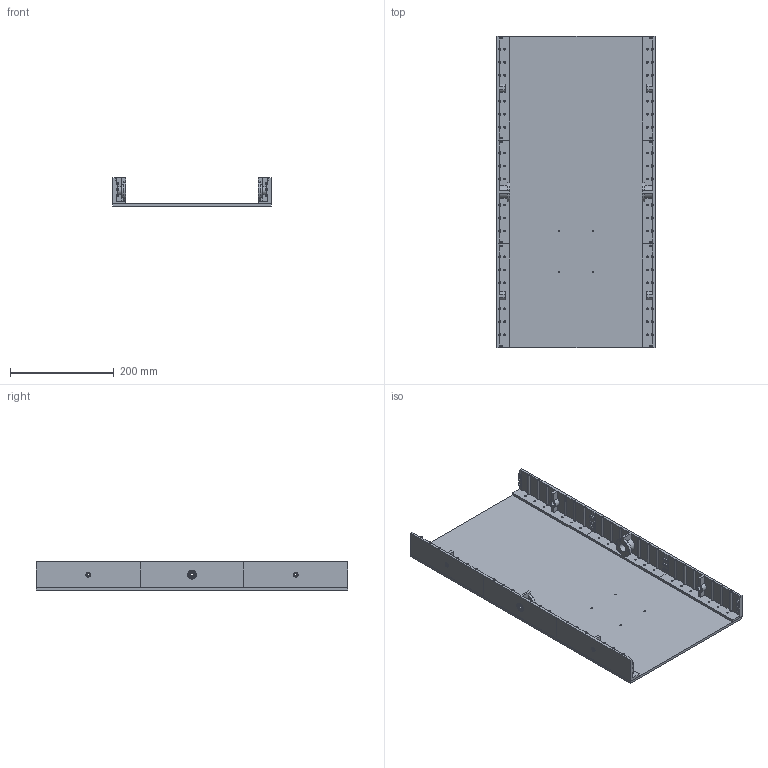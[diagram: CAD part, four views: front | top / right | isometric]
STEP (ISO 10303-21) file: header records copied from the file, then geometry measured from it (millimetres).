
FILE_DESCRIPTION(/* description */ (''),/* implementation_level */ '2;1');
FILE_NAME(/* name */ 'Assembly v19.step',/* time_stamp */ '2021-03-10T22:45:16-05:00',/* author */ (''),/* organization */ (''),/* preprocessor_version */ 'ST-DEVELOPER v18.1',/* originating_system */ 'Autodesk Translation Framework v9.10.0.1330',/* authorisation */ '');
FILE_SCHEMA (('AUTOMOTIVE_DESIGN { 1 0 10303 214 3 1 1 }'));
Length unit declared in the file: millimetre
Products named in the file (14): Assembly; 6mm bore bearing; Bellypan; Middle; 6mm bore bearing_1; 6mm bore bearing_2; 6mm bore bearing_3; INNER_RING; OUTER_RING; BEARING_BALL; SHEILD; METAL_CAGE; Ends; 4mm bore bearing
Assembly tree (43 placements, depth 3):
  Assembly
    6mm bore bearing
      INNER_RING
      OUTER_RING
      BEARING_BALL
      SHEILD  x2
      METAL_CAGE
    Middle  x2
    Bellypan
    6mm bore bearing_1
      INNER_RING
      OUTER_RING
      BEARING_BALL
      SHEILD  x2
      METAL_CAGE
    6mm bore bearing_2
      INNER_RING
      OUTER_RING
      BEARING_BALL
      SHEILD  x2
      METAL_CAGE
    6mm bore bearing_3
      INNER_RING
      OUTER_RING
      BEARING_BALL
      SHEILD  x2
      METAL_CAGE
    Ends  x4
    4mm bore bearing  x8
Bounding box: 305 x 600 x 55 mm (x, y, z)
Volume: 1376190 mm3; surface area: 610436.3 mm2
Topology: 39 solids, 39 shells, 920 faces, 2274 edges, 1500 vertices
Faces by surface type: plane 370, cylinder 338, torus 136, cone 56, sphere 20
Full cylindrical faces by diameter (mm): 0.487 x12, 3 x40, 3.2 x84, 4 x8, 5 x16, 6 x4, 8 x16, 8.964 x8, 9 x12, 9.9 x16, 11.525 x8, 13.475 x8, 14.684 x8, 17 x6
Entity records: 8572 total; most frequent: DIRECTION 1525, CARTESIAN_POINT 1519, ORIENTED_EDGE 1256, EDGE_CURVE 628, AXIS2_PLACEMENT_3D 603, VERTEX_POINT 417, EDGE_LOOP 349, LINE 319
